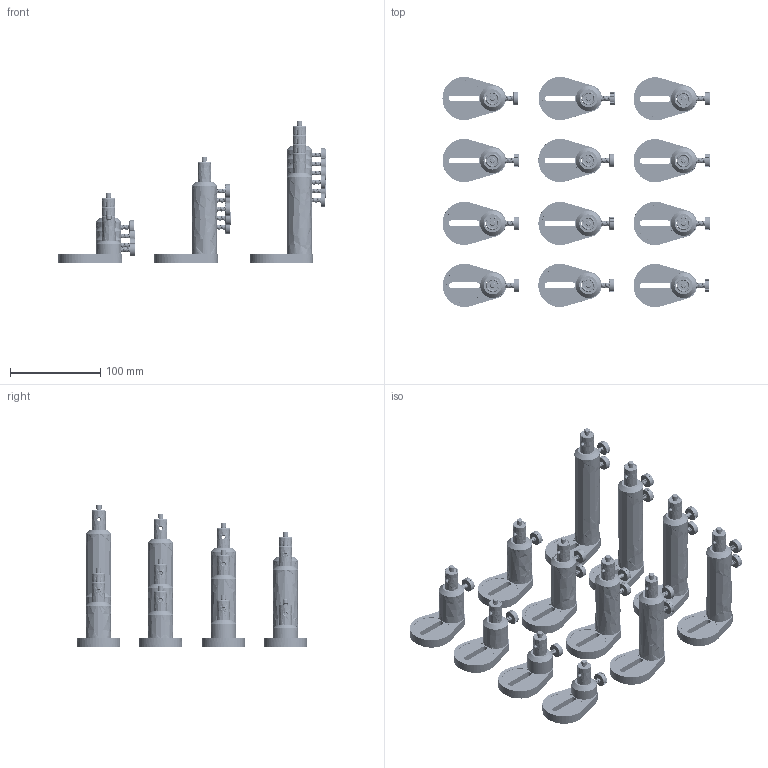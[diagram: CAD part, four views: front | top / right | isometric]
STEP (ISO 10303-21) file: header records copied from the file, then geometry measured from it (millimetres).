
FILE_DESCRIPTION(/* description */ (''),/* implementation_level */ '2;1');
FILE_NAME(/* name */ 'Untitled',/* time_stamp */ '2024-12-11T16:24:26+03:00',/* author */ (''),/* organization */ (''),/* preprocessor_version */ 'ST-DEVELOPER v15',/* originating_system */ '',/* authorisation */ '');
FILE_SCHEMA (('AUTOMOTIVE_DESIGN'));
Products named in the file (1): Document
Bounding box: 296.62 x 255.86 x 158.02 mm (x, y, z)
Volume: 730776.7 mm3; surface area: 323408.9 mm2
Topology: 105 solids, 105 shells, 8505 faces, 23905 edges, 15677 vertices
Faces by surface type: plane 4696, bspline 3809
Entity records: 345965 total; most frequent: CARTESIAN_POINT 204205, ORIENTED_EDGE 47686, EDGE_CURVE 23843, VERTEX_POINT 15677, B_SPLINE_CURVE_WITH_KNOTS 13897, EDGE_LOOP 8830, ADVANCED_FACE 8505, FACE_OUTER_BOUND 8505
